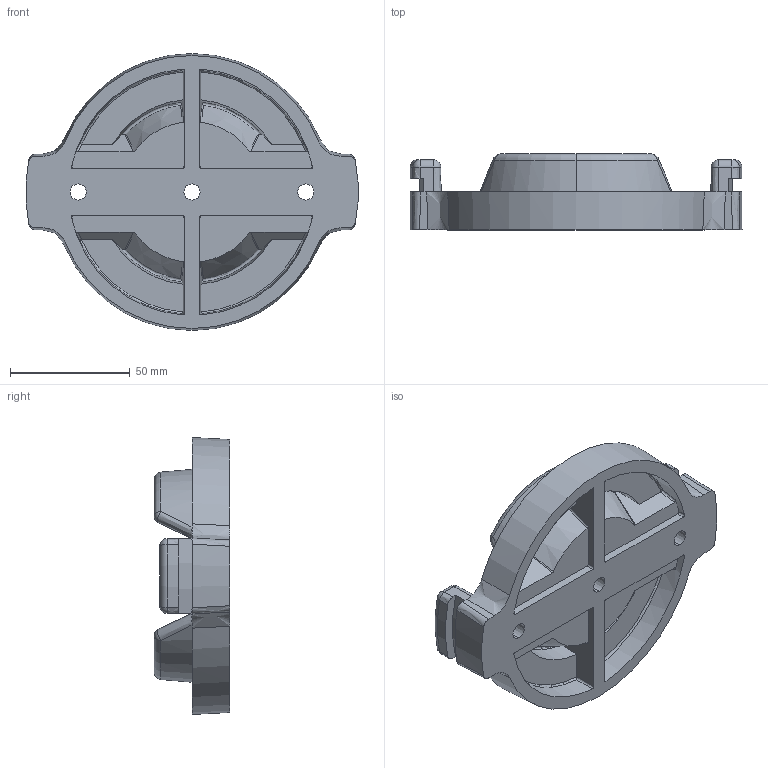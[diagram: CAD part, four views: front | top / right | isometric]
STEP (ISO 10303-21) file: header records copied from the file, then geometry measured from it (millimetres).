
FILE_DESCRIPTION (( 'STEP AP203' ), '1' );
FILE_NAME ('1040-4.STEP', '2010-08-19T18:18:24', ( '' ), ( '' ), 'SwSTEP 2.0', 'SolidWorks 2010', '' );
FILE_SCHEMA (( 'CONFIG_CONTROL_DESIGN' ));
Length unit declared in the file: inch
Products named in the file (1): 1040-4
Bounding box: 138.87 x 31.75 x 115.82 mm (x, y, z)
Volume: 143069.3 mm3; surface area: 43208.3 mm2
Topology: 1 solids, 1 shells, 595 faces, 1554 edges, 993 vertices
Faces by surface type: plane 332, bspline 159, cone 35, cylinder 26, torus 23, sphere 20
Entity records: 33127 total; most frequent: CARTESIAN_POINT 19778, ORIENTED_EDGE 3068, DIRECTION 2148, EDGE_CURVE 1534, VERTEX_POINT 993, VECTOR 926, LINE 926, EDGE_LOOP 653
